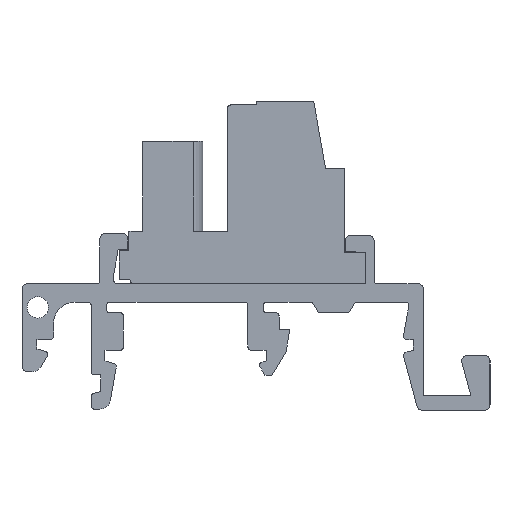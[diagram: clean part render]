
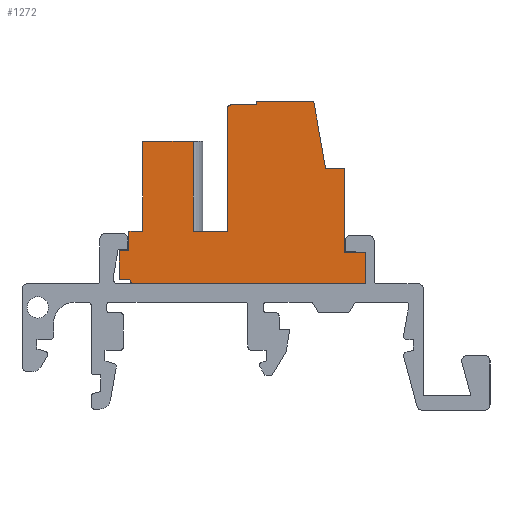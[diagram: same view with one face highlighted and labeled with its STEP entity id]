
A CAD part, left-side view. The second image highlights one B-rep face of the part: STEP entity #1272.
In plain terms, the highlighted planar face has unit normal (-1, 0, 0).
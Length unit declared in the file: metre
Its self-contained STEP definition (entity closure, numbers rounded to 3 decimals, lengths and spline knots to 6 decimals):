
#1272=ADVANCED_FACE('',(#3119),#3120,.F.);
#3119=FACE_OUTER_BOUND('',#5608,.T.);
#3120=PLANE('',#5609);
#5608=EDGE_LOOP('',(#9578,#9579,#9580,#9581,#9582,#9583,#9584,#9585,#9586,#9587,#9588,#9589,#9590,#9591,#9592,#9593,#9594,#9595,#9596,#9597,#9598));
#5609=AXIS2_PLACEMENT_3D('',#9599,#9600,#9601);
#9578=ORIENTED_EDGE('',*,*,#15697,.F.);
#9579=ORIENTED_EDGE('',*,*,#15698,.T.);
#9580=ORIENTED_EDGE('',*,*,#15699,.T.);
#9581=ORIENTED_EDGE('',*,*,#15700,.F.);
#9582=ORIENTED_EDGE('',*,*,#15701,.T.);
#9583=ORIENTED_EDGE('',*,*,#15692,.T.);
#9584=ORIENTED_EDGE('',*,*,#15702,.F.);
#9585=ORIENTED_EDGE('',*,*,#15703,.F.);
#9586=ORIENTED_EDGE('',*,*,#15704,.F.);
#9587=ORIENTED_EDGE('',*,*,#15705,.T.);
#9588=ORIENTED_EDGE('',*,*,#15706,.F.);
#9589=ORIENTED_EDGE('',*,*,#15707,.F.);
#9590=ORIENTED_EDGE('',*,*,#15708,.F.);
#9591=ORIENTED_EDGE('',*,*,#15709,.F.);
#9592=ORIENTED_EDGE('',*,*,#15710,.T.);
#9593=ORIENTED_EDGE('',*,*,#15687,.F.);
#9594=ORIENTED_EDGE('',*,*,#15711,.F.);
#9595=ORIENTED_EDGE('',*,*,#15712,.T.);
#9596=ORIENTED_EDGE('',*,*,#15713,.F.);
#9597=ORIENTED_EDGE('',*,*,#15714,.T.);
#9598=ORIENTED_EDGE('',*,*,#15715,.T.);
#9599=CARTESIAN_POINT('',(0.032709,0.18105,0.089516));
#9600=DIRECTION('',(1.0,0.,0.));
#9601=DIRECTION('',(0.,1.0,0.0));
#15687=EDGE_CURVE('',#19299,#19301,#19302,.T.);
#15692=EDGE_CURVE('',#19309,#19307,#19310,.T.);
#15697=EDGE_CURVE('',#19317,#19318,#19319,.T.);
#15698=EDGE_CURVE('',#19317,#19320,#19321,.T.);
#15699=EDGE_CURVE('',#19320,#19322,#19323,.T.);
#15700=EDGE_CURVE('',#19324,#19322,#19325,.T.);
#15701=EDGE_CURVE('',#19324,#19309,#19326,.T.);
#15702=EDGE_CURVE('',#19327,#19307,#19328,.T.);
#15703=EDGE_CURVE('',#19329,#19327,#19330,.T.);
#15704=EDGE_CURVE('',#19331,#19329,#19332,.T.);
#15705=EDGE_CURVE('',#19331,#19333,#19334,.T.);
#15706=EDGE_CURVE('',#19335,#19333,#19336,.T.);
#15707=EDGE_CURVE('',#19337,#19335,#19338,.T.);
#15708=EDGE_CURVE('',#19339,#19337,#19340,.T.);
#15709=EDGE_CURVE('',#19341,#19339,#19342,.T.);
#15710=EDGE_CURVE('',#19341,#19301,#19343,.T.);
#15711=EDGE_CURVE('',#19344,#19299,#19345,.T.);
#15712=EDGE_CURVE('',#19344,#19346,#19347,.T.);
#15713=EDGE_CURVE('',#19348,#19346,#19349,.T.);
#15714=EDGE_CURVE('',#19348,#19350,#19351,.T.);
#15715=EDGE_CURVE('',#19350,#19318,#19352,.T.);
#19299=VERTEX_POINT('',#24211);
#19301=VERTEX_POINT('',#24214);
#19302=LINE('',#24215,#24216);
#19307=VERTEX_POINT('',#24223);
#19309=VERTEX_POINT('',#24226);
#19310=LINE('',#24227,#24228);
#19317=VERTEX_POINT('',#24237);
#19318=VERTEX_POINT('',#24238);
#19319=CIRCLE('',#24239,0.0004);
#19320=VERTEX_POINT('',#24240);
#19321=LINE('',#24241,#24242);
#19322=VERTEX_POINT('',#24243);
#19323=LINE('',#24244,#24245);
#19324=VERTEX_POINT('',#24246);
#19325=LINE('',#24247,#24248);
#19326=LINE('',#24249,#24250);
#19327=VERTEX_POINT('',#24251);
#19328=LINE('',#24252,#24253);
#19329=VERTEX_POINT('',#24254);
#19330=LINE('',#24255,#24256);
#19331=VERTEX_POINT('',#24257);
#19332=LINE('',#24258,#24259);
#19333=VERTEX_POINT('',#24260);
#19334=LINE('',#24261,#24262);
#19335=VERTEX_POINT('',#24263);
#19336=CIRCLE('',#24264,0.0003);
#19337=VERTEX_POINT('',#24265);
#19338=LINE('',#24266,#24267);
#19339=VERTEX_POINT('',#24268);
#19340=LINE('',#24269,#24270);
#19341=VERTEX_POINT('',#24271);
#19342=LINE('',#24272,#24273);
#19343=LINE('',#24274,#24275);
#19344=VERTEX_POINT('',#24276);
#19345=LINE('',#24277,#24278);
#19346=VERTEX_POINT('',#24279);
#19347=LINE('',#24280,#24281);
#19348=VERTEX_POINT('',#24282);
#19349=LINE('',#24283,#24284);
#19350=VERTEX_POINT('',#24285);
#19351=LINE('',#24286,#24287);
#19352=LINE('',#24288,#24289);
#24211=CARTESIAN_POINT('',(0.032709,0.18075,0.092416));
#24214=CARTESIAN_POINT('',(0.032709,0.18075,0.100816));
#24215=CARTESIAN_POINT('',(0.032709,0.18075,0.089516));
#24216=VECTOR('',#28443,1.0);
#24223=CARTESIAN_POINT('',(0.032709,0.163682,0.098266));
#24226=CARTESIAN_POINT('',(0.032709,0.16195,0.098266));
#24227=CARTESIAN_POINT('',(0.032709,0.16195,0.098266));
#24228=VECTOR('',#28447,1.0);
#24237=CARTESIAN_POINT('',(0.032709,0.18155,0.087516));
#24238=CARTESIAN_POINT('',(0.032709,0.18195,0.087916));
#24239=AXIS2_PLACEMENT_3D('',#28453,#28454,#28455);
#24240=CARTESIAN_POINT('',(0.032709,0.15995,0.087516));
#24241=CARTESIAN_POINT('',(0.032709,0.18195,0.087516));
#24242=VECTOR('',#28456,1.0);
#24243=CARTESIAN_POINT('',(0.032709,0.15995,0.090416));
#24244=CARTESIAN_POINT('',(0.032709,0.15995,0.087616));
#24245=VECTOR('',#28457,1.0);
#24246=CARTESIAN_POINT('',(0.032709,0.16195,0.090416));
#24247=CARTESIAN_POINT('',(0.032709,0.18105,0.090416));
#24248=VECTOR('',#28458,1.0);
#24249=CARTESIAN_POINT('',(0.032709,0.16195,0.089516));
#24250=VECTOR('',#28459,1.0);
#24251=CARTESIAN_POINT('',(0.032709,0.164784,0.104516));
#24252=CARTESIAN_POINT('',(0.032709,0.164699,0.104032));
#24253=VECTOR('',#28460,1.0);
#24254=CARTESIAN_POINT('',(0.032709,0.1701,0.104516));
#24255=CARTESIAN_POINT('',(0.032709,0.16195,0.104516));
#24256=VECTOR('',#28461,1.0);
#24257=CARTESIAN_POINT('',(0.032709,0.1701,0.104216));
#24258=CARTESIAN_POINT('',(0.032709,0.1701,0.104215));
#24259=VECTOR('',#28462,1.0);
#24260=CARTESIAN_POINT('',(0.032709,0.17255,0.104216));
#24261=CARTESIAN_POINT('',(0.032709,0.16195,0.104216));
#24262=VECTOR('',#28463,1.0);
#24263=CARTESIAN_POINT('',(0.032709,0.17285,0.103916));
#24264=AXIS2_PLACEMENT_3D('',#28464,#28465,#28466);
#24265=CARTESIAN_POINT('',(0.032709,0.17285,0.092416));
#24266=CARTESIAN_POINT('',(0.032709,0.17285,0.089516));
#24267=VECTOR('',#28467,1.0);
#24268=CARTESIAN_POINT('',(0.032709,0.17605,0.092416));
#24269=CARTESIAN_POINT('',(0.032709,0.17495,0.092416));
#24270=VECTOR('',#28468,1.0);
#24271=CARTESIAN_POINT('',(0.032709,0.17605,0.100816));
#24272=CARTESIAN_POINT('',(0.032709,0.17605,0.089516));
#24273=VECTOR('',#28469,1.0);
#24274=CARTESIAN_POINT('',(0.032709,0.18085,0.100816));
#24275=VECTOR('',#28470,1.0);
#24276=CARTESIAN_POINT('',(0.032709,0.18205,0.092416));
#24277=CARTESIAN_POINT('',(0.032709,0.17495,0.092416));
#24278=VECTOR('',#28471,1.0);
#24279=CARTESIAN_POINT('',(0.032709,0.18205,0.090616));
#24280=CARTESIAN_POINT('',(0.032709,0.18205,0.090616));
#24281=VECTOR('',#28472,1.0);
#24282=CARTESIAN_POINT('',(0.032709,0.18295,0.090616));
#24283=CARTESIAN_POINT('',(0.032709,0.18195,0.090616));
#24284=VECTOR('',#28473,1.0);
#24285=CARTESIAN_POINT('',(0.032709,0.18295,0.087916));
#24286=CARTESIAN_POINT('',(0.032709,0.18295,0.104416));
#24287=VECTOR('',#28474,1.0);
#24288=CARTESIAN_POINT('',(0.032709,0.18105,0.087916));
#24289=VECTOR('',#28475,1.0);
#28443=DIRECTION('',(0.,0.,1.0));
#28447=DIRECTION('',(0.,1.0,0.));
#28453=CARTESIAN_POINT('',(0.032709,0.18155,0.087916));
#28454=DIRECTION('',(1.0,0.,0.));
#28455=DIRECTION('',(0.,0.,1.0));
#28456=DIRECTION('',(0.,-1.0,0.));
#28457=DIRECTION('',(0.,0.,1.0));
#28458=DIRECTION('',(0.,-1.0,0.0));
#28459=DIRECTION('',(0.,0.,1.0));
#28460=DIRECTION('',(0.,-0.174,-0.985));
#28461=DIRECTION('',(0.,-1.0,0.));
#28462=DIRECTION('',(0.,0.,1.0));
#28463=DIRECTION('',(0.,1.0,0.));
#28464=CARTESIAN_POINT('',(0.032709,0.17255,0.103916));
#28465=DIRECTION('',(1.0,0.,0.));
#28466=DIRECTION('',(0.,0.,1.0));
#28467=DIRECTION('',(0.,0.,1.0));
#28468=DIRECTION('',(0.,-1.0,0.));
#28469=DIRECTION('',(0.,0.,-1.0));
#28470=DIRECTION('',(0.,1.0,0.));
#28471=DIRECTION('',(0.,-1.0,0.));
#28472=DIRECTION('',(0.,0.,-1.0));
#28473=DIRECTION('',(0.,-1.0,0.));
#28474=DIRECTION('',(0.,0.,-1.0));
#28475=DIRECTION('',(0.,-1.0,0.0));
